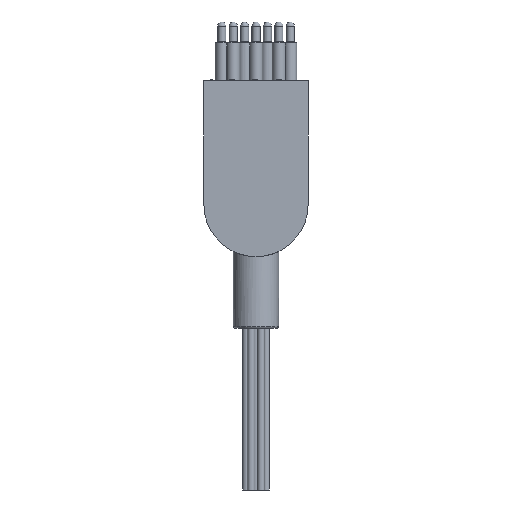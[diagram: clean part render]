
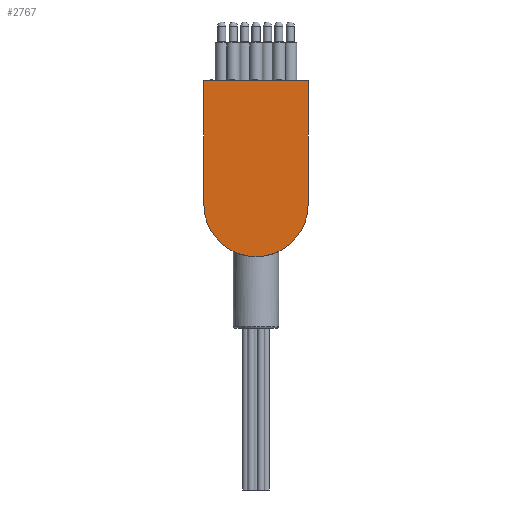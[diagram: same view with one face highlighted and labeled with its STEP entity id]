
A CAD part, front view. The second image highlights one B-rep face of the part: STEP entity #2767.
In plain terms, the highlighted planar face has unit normal (0, -1, 0).
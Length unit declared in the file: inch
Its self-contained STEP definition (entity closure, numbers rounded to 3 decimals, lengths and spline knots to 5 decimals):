
#345=LINE('',#6630,#550);
#346=LINE('',#6634,#551);
#347=LINE('',#6635,#552);
#550=VECTOR('',#3509,39.37008);
#551=VECTOR('',#3512,39.37008);
#552=VECTOR('',#3513,39.37008);
#751=FACE_OUTER_BOUND('',#919,.T.);
#919=EDGE_LOOP('',(#2249,#2250,#2251,#2252));
#1039=CIRCLE('',#2967,0.5);
#1318=VERTEX_POINT('',#6628);
#1319=VERTEX_POINT('',#6629);
#1320=VERTEX_POINT('',#6631);
#1321=VERTEX_POINT('',#6633);
#1683=EDGE_CURVE('',#1318,#1319,#345,.T.);
#1684=EDGE_CURVE('',#1320,#1318,#1039,.T.);
#1685=EDGE_CURVE('',#1321,#1320,#346,.T.);
#1686=EDGE_CURVE('',#1319,#1321,#347,.T.);
#2249=ORIENTED_EDGE('',*,*,#1683,.F.);
#2250=ORIENTED_EDGE('',*,*,#1684,.F.);
#2251=ORIENTED_EDGE('',*,*,#1685,.F.);
#2252=ORIENTED_EDGE('',*,*,#1686,.F.);
#2645=PLANE('',#2966);
#2767=ADVANCED_FACE('',(#751),#2645,.F.);
#2966=AXIS2_PLACEMENT_3D('',#6627,#3507,#3508);
#2967=AXIS2_PLACEMENT_3D('',#6632,#3510,#3511);
#3507=DIRECTION('center_axis',(0.,1.,0.));
#3508=DIRECTION('ref_axis',(0.,0.,1.));
#3509=DIRECTION('',(0.,0.,1.));
#3510=DIRECTION('center_axis',(0.,1.,0.));
#3511=DIRECTION('ref_axis',(0.,0.,1.));
#3512=DIRECTION('',(0.,0.,-1.));
#3513=DIRECTION('',(1.,0.,0.));
#6627=CARTESIAN_POINT('Origin',(0.,-0.281,-1.1875));
#6628=CARTESIAN_POINT('',(-0.5,-0.281,-1.1875));
#6629=CARTESIAN_POINT('',(-0.5,-0.281,0.));
#6630=CARTESIAN_POINT('',(-0.5,-0.281,-1.1875));
#6631=CARTESIAN_POINT('',(0.5,-0.281,-1.1875));
#6632=CARTESIAN_POINT('Origin',(0.,-0.281,-1.1875));
#6633=CARTESIAN_POINT('',(0.5,-0.281,0.));
#6634=CARTESIAN_POINT('',(0.5,-0.281,0.));
#6635=CARTESIAN_POINT('',(-0.5,-0.281,0.));
